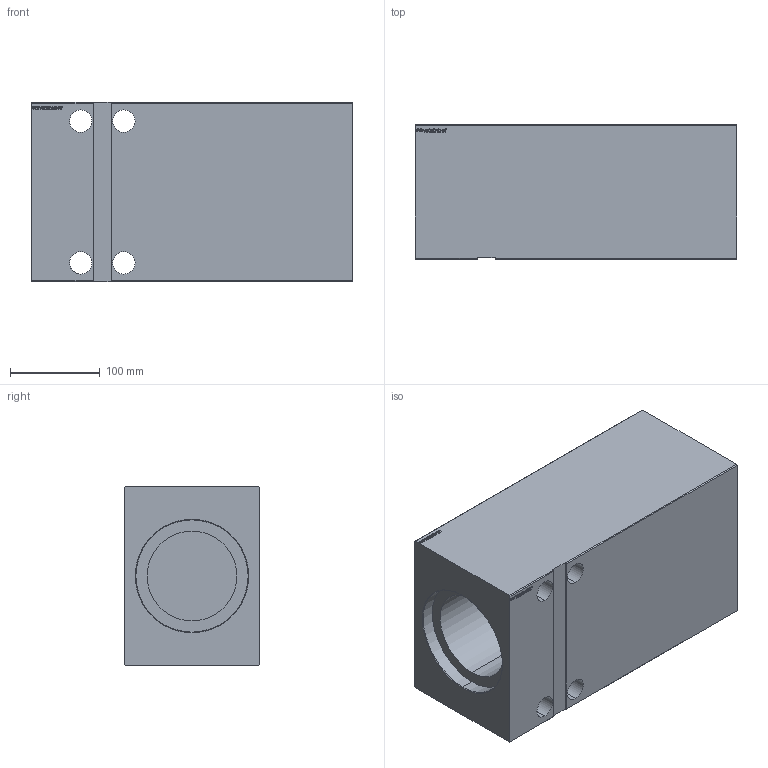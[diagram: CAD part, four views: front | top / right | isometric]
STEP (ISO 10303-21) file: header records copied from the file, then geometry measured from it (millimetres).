
FILE_DESCRIPTION (( 'STEP AP203' ), '1' );
FILE_NAME ('4d9b.STEP', '2024-02-11T17:49:07', ( '' ), ( '' ), 'SwSTEP 2.0', 'SolidWorks 2019', '' );
FILE_SCHEMA (( 'CONFIG_CONTROL_DESIGN' ));
Length unit declared in the file: millimetre
Products named in the file (1): 4d9b
Bounding box: 358 x 150 x 200 mm (x, y, z)
Volume: 7807558.8 mm3; surface area: 458962.3 mm2
Topology: 1 solids, 1 shells, 807 faces, 2098 edges, 1398 vertices
Faces by surface type: plane 395, bspline 380, cylinder 30, cone 2
Entity records: 42185 total; most frequent: CARTESIAN_POINT 24842, ORIENTED_EDGE 4196, DIRECTION 2252, EDGE_CURVE 2098, VERTEX_POINT 1398, LINE 1272, VECTOR 1272, EDGE_LOOP 922
